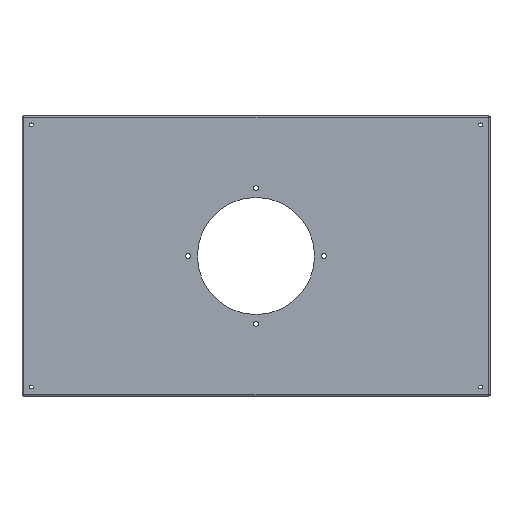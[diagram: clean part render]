
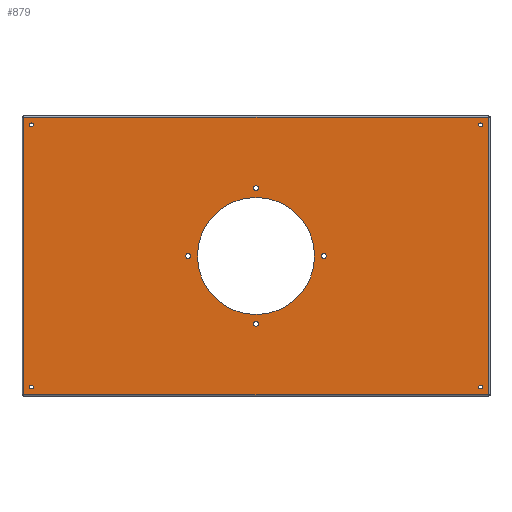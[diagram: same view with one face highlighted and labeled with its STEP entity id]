
A CAD part, top view. The second image highlights one B-rep face of the part: STEP entity #879.
In plain terms, the highlighted planar face has unit normal (0, 0, 1).
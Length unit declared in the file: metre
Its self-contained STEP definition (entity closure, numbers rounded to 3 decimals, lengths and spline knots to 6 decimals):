
#24=LINE('',#1346,#108);
#25=LINE('',#1349,#109);
#26=LINE('',#1351,#110);
#27=LINE('',#1353,#111);
#108=VECTOR('',#1090,1.);
#109=VECTOR('',#1091,1.);
#110=VECTOR('',#1092,1.);
#111=VECTOR('',#1093,1.);
#189=PLANE('',#965);
#257=ORIENTED_EDGE('',*,*,#484,.F.);
#258=ORIENTED_EDGE('',*,*,#485,.T.);
#259=ORIENTED_EDGE('',*,*,#486,.T.);
#260=ORIENTED_EDGE('',*,*,#487,.F.);
#261=ORIENTED_EDGE('',*,*,#463,.F.);
#262=ORIENTED_EDGE('',*,*,#465,.F.);
#263=ORIENTED_EDGE('',*,*,#467,.F.);
#264=ORIENTED_EDGE('',*,*,#469,.F.);
#265=ORIENTED_EDGE('',*,*,#471,.F.);
#266=ORIENTED_EDGE('',*,*,#473,.F.);
#267=ORIENTED_EDGE('',*,*,#475,.T.);
#268=ORIENTED_EDGE('',*,*,#477,.F.);
#269=ORIENTED_EDGE('',*,*,#479,.T.);
#463=EDGE_CURVE('',#581,#581,#655,.T.);
#465=EDGE_CURVE('',#583,#583,#657,.T.);
#467=EDGE_CURVE('',#585,#585,#659,.T.);
#469=EDGE_CURVE('',#587,#587,#661,.T.);
#471=EDGE_CURVE('',#589,#589,#663,.T.);
#473=EDGE_CURVE('',#591,#591,#665,.T.);
#475=EDGE_CURVE('',#593,#593,#667,.T.);
#477=EDGE_CURVE('',#595,#595,#669,.T.);
#479=EDGE_CURVE('',#597,#597,#671,.T.);
#484=EDGE_CURVE('',#602,#603,#24,.T.);
#485=EDGE_CURVE('',#602,#604,#25,.T.);
#486=EDGE_CURVE('',#604,#605,#26,.T.);
#487=EDGE_CURVE('',#603,#605,#27,.T.);
#581=VERTEX_POINT('',#1295);
#583=VERTEX_POINT('',#1300);
#585=VERTEX_POINT('',#1305);
#587=VERTEX_POINT('',#1310);
#589=VERTEX_POINT('',#1315);
#591=VERTEX_POINT('',#1320);
#593=VERTEX_POINT('',#1325);
#595=VERTEX_POINT('',#1330);
#597=VERTEX_POINT('',#1335);
#602=VERTEX_POINT('',#1347);
#603=VERTEX_POINT('',#1348);
#604=VERTEX_POINT('',#1350);
#605=VERTEX_POINT('',#1352);
#655=CIRCLE('',#939,0.0625);
#657=CIRCLE('',#942,0.0025);
#659=CIRCLE('',#945,0.0025);
#661=CIRCLE('',#948,0.0025);
#663=CIRCLE('',#951,0.0025);
#665=CIRCLE('',#954,0.0021);
#667=CIRCLE('',#957,0.0021);
#669=CIRCLE('',#960,0.0021);
#671=CIRCLE('',#963,0.0021);
#716=EDGE_LOOP('',(#257,#258,#259,#260));
#717=EDGE_LOOP('',(#261));
#718=EDGE_LOOP('',(#262));
#719=EDGE_LOOP('',(#263));
#720=EDGE_LOOP('',(#264));
#721=EDGE_LOOP('',(#265));
#722=EDGE_LOOP('',(#266));
#723=EDGE_LOOP('',(#267));
#724=EDGE_LOOP('',(#268));
#725=EDGE_LOOP('',(#269));
#798=FACE_BOUND('',#716,.T.);
#799=FACE_BOUND('',#717,.T.);
#800=FACE_BOUND('',#718,.T.);
#801=FACE_BOUND('',#719,.T.);
#802=FACE_BOUND('',#720,.T.);
#803=FACE_BOUND('',#721,.T.);
#804=FACE_BOUND('',#722,.T.);
#805=FACE_BOUND('',#723,.T.);
#806=FACE_BOUND('',#724,.T.);
#807=FACE_BOUND('',#725,.T.);
#879=ADVANCED_FACE('',(#798,#799,#800,#801,#802,#803,#804,#805,#806,#807),
#189,.T.);
#939=AXIS2_PLACEMENT_3D('',#1294,#1032,#1033);
#942=AXIS2_PLACEMENT_3D('',#1299,#1038,#1039);
#945=AXIS2_PLACEMENT_3D('',#1304,#1044,#1045);
#948=AXIS2_PLACEMENT_3D('',#1309,#1050,#1051);
#951=AXIS2_PLACEMENT_3D('',#1314,#1056,#1057);
#954=AXIS2_PLACEMENT_3D('',#1319,#1062,#1063);
#957=AXIS2_PLACEMENT_3D('',#1324,#1068,#1069);
#960=AXIS2_PLACEMENT_3D('',#1329,#1074,#1075);
#963=AXIS2_PLACEMENT_3D('',#1334,#1080,#1081);
#965=AXIS2_PLACEMENT_3D('',#1345,#1088,#1089);
#1032=DIRECTION('',(0.,0.,1.));
#1033=DIRECTION('',(1.,0.,0.));
#1038=DIRECTION('',(0.,0.,1.));
#1039=DIRECTION('',(1.,0.,0.));
#1044=DIRECTION('',(0.,0.,1.));
#1045=DIRECTION('',(1.,0.,0.));
#1050=DIRECTION('',(0.,0.,1.));
#1051=DIRECTION('',(1.,0.,0.));
#1056=DIRECTION('',(0.,0.,1.));
#1057=DIRECTION('',(1.,0.,0.));
#1062=DIRECTION('',(0.,0.,1.));
#1063=DIRECTION('',(1.,0.,0.));
#1068=DIRECTION('',(0.,0.,-1.));
#1069=DIRECTION('',(1.,0.,0.));
#1074=DIRECTION('',(0.,0.,1.));
#1075=DIRECTION('',(1.,0.,0.));
#1080=DIRECTION('',(0.,0.,-1.));
#1081=DIRECTION('',(1.,0.,0.));
#1088=DIRECTION('',(0.,0.,1.));
#1089=DIRECTION('',(1.,0.,0.));
#1090=DIRECTION('',(0.,1.,0.));
#1091=DIRECTION('',(1.,0.,0.));
#1092=DIRECTION('',(0.,1.,0.));
#1093=DIRECTION('',(1.,0.,0.));
#1294=CARTESIAN_POINT('',(0.249,0.149,0.001));
#1295=CARTESIAN_POINT('',(0.3115,0.149,0.001));
#1299=CARTESIAN_POINT('',(0.249,0.2215,0.001));
#1300=CARTESIAN_POINT('',(0.2515,0.2215,0.001));
#1304=CARTESIAN_POINT('',(0.1765,0.149,0.001));
#1305=CARTESIAN_POINT('',(0.179,0.149,0.001));
#1309=CARTESIAN_POINT('',(0.249,0.0765,0.001));
#1310=CARTESIAN_POINT('',(0.2515,0.0765,0.001));
#1314=CARTESIAN_POINT('',(0.3215,0.149,0.001));
#1315=CARTESIAN_POINT('',(0.324,0.149,0.001));
#1319=CARTESIAN_POINT('',(0.009,0.289,0.001));
#1320=CARTESIAN_POINT('',(0.0111,0.289,0.001));
#1324=CARTESIAN_POINT('',(0.009,0.009,0.001));
#1325=CARTESIAN_POINT('',(0.0111,0.009,0.001));
#1329=CARTESIAN_POINT('',(0.489,0.009,0.001));
#1330=CARTESIAN_POINT('',(0.4911,0.009,0.001));
#1334=CARTESIAN_POINT('',(0.489,0.289,0.001));
#1335=CARTESIAN_POINT('',(0.4911,0.289,0.001));
#1345=CARTESIAN_POINT('',(0.249,0.149,0.001));
#1346=CARTESIAN_POINT('',(0.001,0.149,0.001));
#1347=CARTESIAN_POINT('',(0.001,0.001,0.001));
#1348=CARTESIAN_POINT('',(0.001,0.297,0.001));
#1349=CARTESIAN_POINT('',(0.249,0.001,0.001));
#1350=CARTESIAN_POINT('',(0.497,0.001,0.001));
#1351=CARTESIAN_POINT('',(0.497,0.149,0.001));
#1352=CARTESIAN_POINT('',(0.497,0.297,0.001));
#1353=CARTESIAN_POINT('',(0.249,0.297,0.001));
